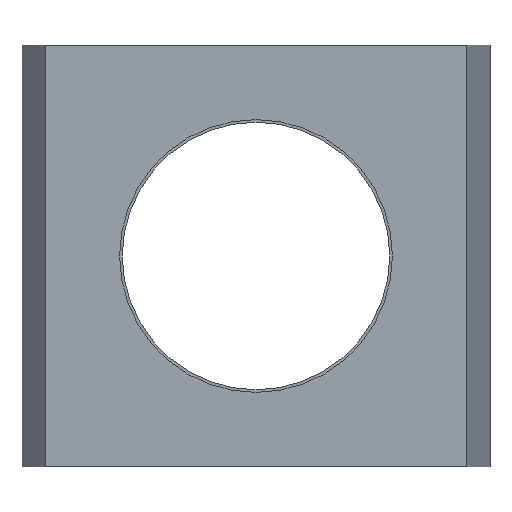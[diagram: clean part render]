
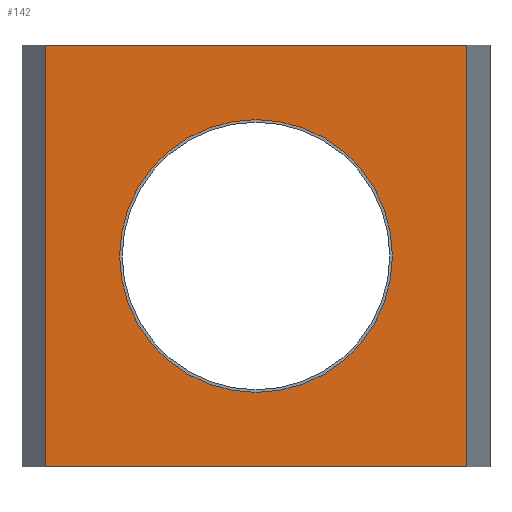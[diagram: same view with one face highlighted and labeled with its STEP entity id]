
A CAD part, front view. The second image highlights one B-rep face of the part: STEP entity #142.
In plain terms, the highlighted planar face has unit normal (0, -1, 0).
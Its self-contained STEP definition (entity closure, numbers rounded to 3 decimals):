
#3 = CARTESIAN_POINT ( 'NONE',  ( 0., 0., -204. ) ) ;
#48 = CIRCLE ( 'NONE', #951, 204. ) ;
#56 = DIRECTION ( 'NONE',  ( 0., 0., -1. ) ) ;
#68 = DIRECTION ( 'NONE',  ( 0., -1., 0. ) ) ;
#116 = VECTOR ( 'NONE', #586, 1000. ) ;
#128 = AXIS2_PLACEMENT_3D ( 'NONE', #217, #528, #374 ) ;
#137 = CARTESIAN_POINT ( 'NONE',  ( -315., 0., 315. ) ) ;
#138 = AXIS2_PLACEMENT_3D ( 'NONE', #324, #695, #165 ) ;
#142 = ADVANCED_FACE ( 'NONE', ( #707, #850 ), #385, .F. ) ;
#143 = DIRECTION ( 'NONE',  ( 1., 0., 0. ) ) ;
#144 = ORIENTED_EDGE ( 'NONE', *, *, #663, .T. ) ;
#151 = VERTEX_POINT ( 'NONE', #3 ) ;
#165 = DIRECTION ( 'NONE',  ( 0., 0., 1. ) ) ;
#174 = ORIENTED_EDGE ( 'NONE', *, *, #302, .F. ) ;
#182 = DIRECTION ( 'NONE',  ( 1., 0., 0. ) ) ;
#198 = LINE ( 'NONE', #642, #900 ) ;
#209 = CARTESIAN_POINT ( 'NONE',  ( 315., 0., -315. ) ) ;
#217 = CARTESIAN_POINT ( 'NONE',  ( 0., 0., 0. ) ) ;
#223 = CARTESIAN_POINT ( 'NONE',  ( 315., 0., 315. ) ) ;
#224 = DIRECTION ( 'NONE',  ( 0., 0., -1. ) ) ;
#262 = EDGE_CURVE ( 'NONE', #815, #827, #523, .T. ) ;
#294 = CARTESIAN_POINT ( 'NONE',  ( -315., 0., 315. ) ) ;
#302 = EDGE_CURVE ( 'NONE', #437, #151, #48, .T. ) ;
#324 = CARTESIAN_POINT ( 'NONE',  ( -315., 0., 315. ) ) ;
#361 = ORIENTED_EDGE ( 'NONE', *, *, #368, .F. ) ;
#368 = EDGE_CURVE ( 'NONE', #530, #398, #198, .T. ) ;
#374 = DIRECTION ( 'NONE',  ( 0., 0., -1. ) ) ;
#385 = PLANE ( 'NONE',  #138 ) ;
#398 = VERTEX_POINT ( 'NONE', #492 ) ;
#437 = VERTEX_POINT ( 'NONE', #580 ) ;
#492 = CARTESIAN_POINT ( 'NONE',  ( 315., 0., 315. ) ) ;
#515 = LINE ( 'NONE', #223, #667 ) ;
#523 = LINE ( 'NONE', #832, #688 ) ;
#528 = DIRECTION ( 'NONE',  ( 0., -1., 0. ) ) ;
#530 = VERTEX_POINT ( 'NONE', #137 ) ;
#580 = CARTESIAN_POINT ( 'NONE',  ( 0., 0., 204. ) ) ;
#586 = DIRECTION ( 'NONE',  ( 0., 0., -1. ) ) ;
#610 = EDGE_CURVE ( 'NONE', #398, #827, #515, .T. ) ;
#624 = CARTESIAN_POINT ( 'NONE',  ( 0., 0., 0. ) ) ;
#642 = CARTESIAN_POINT ( 'NONE',  ( -315., 0., 315. ) ) ;
#663 = EDGE_CURVE ( 'NONE', #530, #815, #903, .T. ) ;
#667 = VECTOR ( 'NONE', #56, 1000. ) ;
#688 = VECTOR ( 'NONE', #143, 1000. ) ;
#695 = DIRECTION ( 'NONE',  ( 0., 1., 0. ) ) ;
#707 = FACE_BOUND ( 'NONE', #746, .T. ) ;
#737 = EDGE_CURVE ( 'NONE', #151, #437, #904, .T. ) ;
#740 = ORIENTED_EDGE ( 'NONE', *, *, #262, .T. ) ;
#746 = EDGE_LOOP ( 'NONE', ( #767, #174 ) ) ;
#767 = ORIENTED_EDGE ( 'NONE', *, *, #737, .F. ) ;
#815 = VERTEX_POINT ( 'NONE', #974 ) ;
#827 = VERTEX_POINT ( 'NONE', #209 ) ;
#832 = CARTESIAN_POINT ( 'NONE',  ( -315., 0., -315. ) ) ;
#833 = ORIENTED_EDGE ( 'NONE', *, *, #610, .F. ) ;
#850 = FACE_OUTER_BOUND ( 'NONE', #890, .T. ) ;
#890 = EDGE_LOOP ( 'NONE', ( #740, #833, #361, #144 ) ) ;
#900 = VECTOR ( 'NONE', #182, 1000. ) ;
#903 = LINE ( 'NONE', #294, #116 ) ;
#904 = CIRCLE ( 'NONE', #128, 204. ) ;
#951 = AXIS2_PLACEMENT_3D ( 'NONE', #624, #68, #224 ) ;
#974 = CARTESIAN_POINT ( 'NONE',  ( -315., 0., -315. ) ) ;
